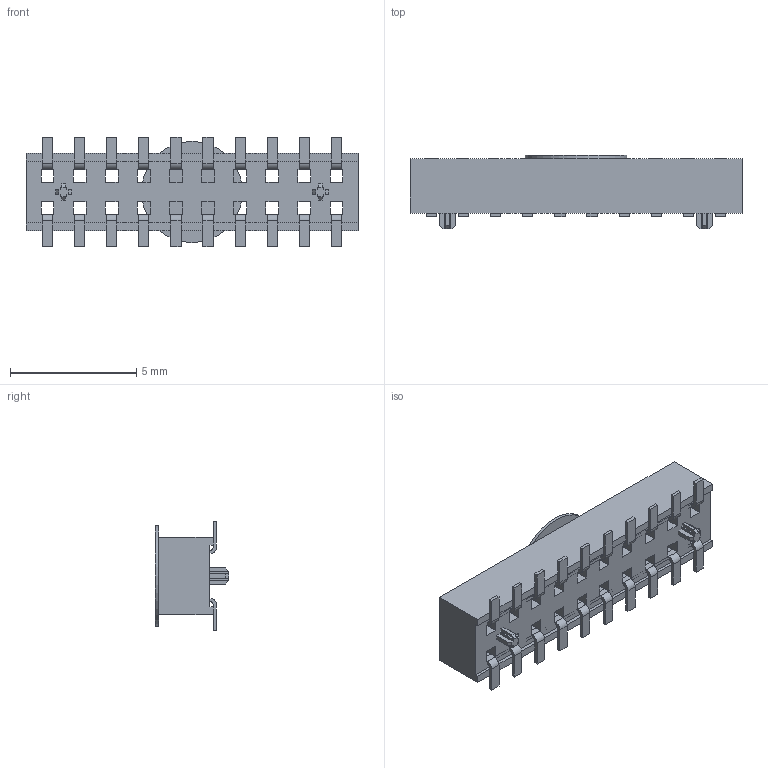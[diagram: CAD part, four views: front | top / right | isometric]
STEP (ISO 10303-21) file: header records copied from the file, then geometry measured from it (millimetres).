
FILE_DESCRIPTION(/* description */ ('STEP AP214'),/* implementation_level */ '2;1');
FILE_NAME(/* name */ 'CLP-110-02-L-D-A-K-TR',/* time_stamp */ '2022-08-10T12:36:18+02:00',/* author */ ('License CC BY-ND 4.0'),/* organization */ ('CADENAS'),/* preprocessor_version */ 'ST-DEVELOPER v18.102',/* originating_system */ 'PARTsolutions',/* authorisation */ ' ');
FILE_SCHEMA (('AUTOMOTIVE_DESIGN {1 0 10303 214 3 1 1}'));
Length unit declared in the file: inch
Products named in the file (5): CLP-110-02-L-D-A-K-TR; CLP_ap; K-DOT-.157-.250-.005_pfp; C-106-22-110_Pin; CLP-110-2-L-D-A-K-TR_terminal
Assembly tree (6 placements, depth 2):
  CLP-110-02-L-D-A-K-TR
    CLP_ap  x2
    K-DOT-.157-.250-.005_pfp
    C-106-22-110_Pin  x2
    CLP-110-2-L-D-A-K-TR_terminal
Bounding box: 13.13 x 2.9 x 4.32 mm (x, y, z)
Volume: 75.8 mm3; surface area: 301.6 mm2
Topology: 6 solids, 6 shells, 309 faces, 883 edges, 586 vertices
Faces by surface type: plane 268, cylinder 41
Full cylindrical faces by diameter (mm): 4 x1
Entity records: 6681 total; most frequent: CARTESIAN_POINT 1164, ORIENTED_EDGE 1148, DIRECTION 1032, EDGE_CURVE 574, LINE 532, VECTOR 532, VERTEX_POINT 382, AXIS2_PLACEMENT_3D 250
